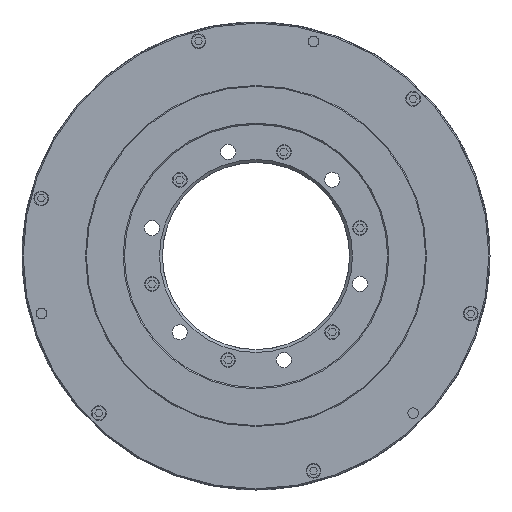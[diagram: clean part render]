
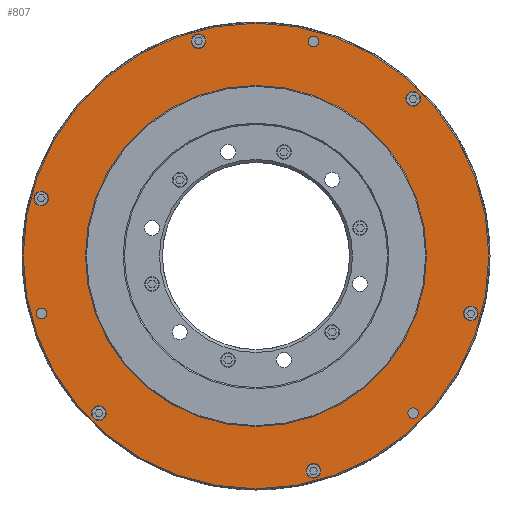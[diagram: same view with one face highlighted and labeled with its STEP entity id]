
A CAD part, front view. The second image highlights one B-rep face of the part: STEP entity #807.
In plain terms, the highlighted planar face has unit normal (0, -1, 0).
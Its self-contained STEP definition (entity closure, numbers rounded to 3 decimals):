
#28 = DIRECTION ( 'NONE',  ( 1., 0., 0. ) ) ;
#152 = CARTESIAN_POINT ( 'NONE',  ( 107.269, 1.5, 366.745 ) ) ;
#196 = CIRCLE ( 'NONE', #23457, 12.5 ) ;
#242 = AXIS2_PLACEMENT_3D ( 'NONE', #23011, #9804, #28 ) ;
#514 = PLANE ( 'NONE',  #11806 ) ;
#807 = ADVANCED_FACE ( 'NONE', ( #17431, #4143, #11796, #2022, #3898, #13433, #15559, #9789, #15418, #17691, #23377 ), #514, .F. ) ;
#808 = VERTEX_POINT ( 'NONE', #23552 ) ;
#1004 = EDGE_LOOP ( 'NONE', ( #5793 ) ) ;
#1065 = EDGE_LOOP ( 'NONE', ( #22058 ) ) ;
#1182 = DIRECTION ( 'NONE',  ( 0., 0., -1. ) ) ;
#1304 = DIRECTION ( 'NONE',  ( 0., -1., 0. ) ) ;
#1653 = DIRECTION ( 'NONE',  ( 0., 0., -1. ) ) ;
#2022 = FACE_BOUND ( 'NONE', #23947, .T. ) ;
#2685 = VERTEX_POINT ( 'NONE', #21906 ) ;
#2928 = CARTESIAN_POINT ( 'NONE',  ( 367.052, 1.5, -110.851 ) ) ;
#3195 = AXIS2_PLACEMENT_3D ( 'NONE', #22179, #10238, #21929 ) ;
#3560 = AXIS2_PLACEMENT_3D ( 'NONE', #11938, #9932, #13698 ) ;
#3898 = FACE_BOUND ( 'NONE', #20120, .T. ) ;
#3994 = CARTESIAN_POINT ( 'NONE',  ( 268.476, 1.5, -268.476 ) ) ;
#4143 = FACE_BOUND ( 'NONE', #22080, .T. ) ;
#4209 = AXIS2_PLACEMENT_3D ( 'NONE', #14587, #5424, #1653 ) ;
#4318 = EDGE_CURVE ( 'NONE', #808, #808, #16266, .T. ) ;
#4835 = CARTESIAN_POINT ( 'NONE',  ( 98.351, 1.5, -367.052 ) ) ;
#5066 = EDGE_CURVE ( 'NONE', #17862, #17862, #7884, .T. ) ;
#5171 = EDGE_LOOP ( 'NONE', ( #7580 ) ) ;
#5278 = CARTESIAN_POINT ( 'NONE',  ( -367.052, 1.5, 98.351 ) ) ;
#5308 = CARTESIAN_POINT ( 'NONE',  ( 268.701, 1.5, 268.701 ) ) ;
#5424 = DIRECTION ( 'NONE',  ( 0., -1., 0. ) ) ;
#5590 = ORIENTED_EDGE ( 'NONE', *, *, #20995, .T. ) ;
#5594 = EDGE_CURVE ( 'NONE', #13995, #13995, #6695, .T. ) ;
#5748 = DIRECTION ( 'NONE',  ( 0., -1., 0. ) ) ;
#5793 = ORIENTED_EDGE ( 'NONE', *, *, #16482, .F. ) ;
#6361 = CIRCLE ( 'NONE', #3560, 9. ) ;
#6695 = CIRCLE ( 'NONE', #18324, 12.5 ) ;
#6929 = EDGE_CURVE ( 'NONE', #2685, #2685, #8356, .T. ) ;
#7557 = ORIENTED_EDGE ( 'NONE', *, *, #12215, .F. ) ;
#7580 = ORIENTED_EDGE ( 'NONE', *, *, #15267, .F. ) ;
#7623 = EDGE_CURVE ( 'NONE', #12356, #12356, #21077, .T. ) ;
#7827 = AXIS2_PLACEMENT_3D ( 'NONE', #15856, #21783, #13996 ) ;
#7884 = CIRCLE ( 'NONE', #14692, 12.5 ) ;
#8356 = CIRCLE ( 'NONE', #11973, 12.5 ) ;
#8961 = VERTEX_POINT ( 'NONE', #14480 ) ;
#9440 = CARTESIAN_POINT ( 'NONE',  ( -268.701, 1.5, -281.201 ) ) ;
#9762 = DIRECTION ( 'NONE',  ( 1., 0., 0. ) ) ;
#9789 = FACE_BOUND ( 'NONE', #15375, .T. ) ;
#9804 = DIRECTION ( 'NONE',  ( 0., -1., 0. ) ) ;
#9932 = DIRECTION ( 'NONE',  ( 0., -1., 0. ) ) ;
#10055 = DIRECTION ( 'NONE',  ( 0., 1., 0. ) ) ;
#10238 = DIRECTION ( 'NONE',  ( 0., 1., 0. ) ) ;
#11321 = VERTEX_POINT ( 'NONE', #9440 ) ;
#11452 = CIRCLE ( 'NONE', #242, 9. ) ;
#11796 = FACE_BOUND ( 'NONE', #20608, .T. ) ;
#11806 = AXIS2_PLACEMENT_3D ( 'NONE', #11933, #10055, #23254 ) ;
#11815 = EDGE_LOOP ( 'NONE', ( #18832 ) ) ;
#11933 = CARTESIAN_POINT ( 'NONE',  ( -402.776, 1.5, -402.776 ) ) ;
#11938 = CARTESIAN_POINT ( 'NONE',  ( 98.269, 1.5, 366.745 ) ) ;
#11973 = AXIS2_PLACEMENT_3D ( 'NONE', #5278, #24004, #14810 ) ;
#12215 = EDGE_CURVE ( 'NONE', #8961, #8961, #24032, .T. ) ;
#12356 = VERTEX_POINT ( 'NONE', #2928 ) ;
#12485 = DIRECTION ( 'NONE',  ( 0., -1., 0. ) ) ;
#12739 = CARTESIAN_POINT ( 'NONE',  ( -268.701, 1.5, -268.701 ) ) ;
#12952 = ORIENTED_EDGE ( 'NONE', *, *, #5594, .F. ) ;
#13200 = AXIS2_PLACEMENT_3D ( 'NONE', #24516, #18713, #24757 ) ;
#13433 = FACE_BOUND ( 'NONE', #1004, .T. ) ;
#13472 = EDGE_CURVE ( 'NONE', #16727, #16727, #11452, .T. ) ;
#13474 = AXIS2_PLACEMENT_3D ( 'NONE', #3994, #5748, #9762 ) ;
#13698 = DIRECTION ( 'NONE',  ( 1., 0., 0. ) ) ;
#13699 = DIRECTION ( 'NONE',  ( 0., 0., -1. ) ) ;
#13717 = VERTEX_POINT ( 'NONE', #24105 ) ;
#13995 = VERTEX_POINT ( 'NONE', #22036 ) ;
#13996 = DIRECTION ( 'NONE',  ( 0., 0., 1. ) ) ;
#14480 = CARTESIAN_POINT ( 'NONE',  ( -98.351, 1.5, 354.552 ) ) ;
#14587 = CARTESIAN_POINT ( 'NONE',  ( 367.052, 1.5, -98.351 ) ) ;
#14692 = AXIS2_PLACEMENT_3D ( 'NONE', #4835, #12485, #18622 ) ;
#14810 = DIRECTION ( 'NONE',  ( 0., 0., -1. ) ) ;
#15267 = EDGE_CURVE ( 'NONE', #21384, #21384, #18232, .T. ) ;
#15375 = EDGE_LOOP ( 'NONE', ( #16558 ) ) ;
#15418 = FACE_BOUND ( 'NONE', #1065, .T. ) ;
#15559 = FACE_BOUND ( 'NONE', #11815, .T. ) ;
#15586 = VERTEX_POINT ( 'NONE', #152 ) ;
#15856 = CARTESIAN_POINT ( 'NONE',  ( 0., 1.5, 0. ) ) ;
#16266 = CIRCLE ( 'NONE', #13474, 9. ) ;
#16482 = EDGE_CURVE ( 'NONE', #11321, #11321, #196, .T. ) ;
#16558 = ORIENTED_EDGE ( 'NONE', *, *, #19966, .F. ) ;
#16727 = VERTEX_POINT ( 'NONE', #24425 ) ;
#17205 = CIRCLE ( 'NONE', #3195, 291.5 ) ;
#17431 = FACE_BOUND ( 'NONE', #21999, .T. ) ;
#17691 = FACE_BOUND ( 'NONE', #22605, .T. ) ;
#17862 = VERTEX_POINT ( 'NONE', #20011 ) ;
#18232 = CIRCLE ( 'NONE', #7827, 398. ) ;
#18324 = AXIS2_PLACEMENT_3D ( 'NONE', #5308, #20619, #13699 ) ;
#18622 = DIRECTION ( 'NONE',  ( 0., 0., -1. ) ) ;
#18713 = DIRECTION ( 'NONE',  ( 0., -1., 0. ) ) ;
#18832 = ORIENTED_EDGE ( 'NONE', *, *, #6929, .F. ) ;
#19966 = EDGE_CURVE ( 'NONE', #15586, #15586, #6361, .T. ) ;
#20011 = CARTESIAN_POINT ( 'NONE',  ( 98.351, 1.5, -379.552 ) ) ;
#20120 = EDGE_LOOP ( 'NONE', ( #20859 ) ) ;
#20608 = EDGE_LOOP ( 'NONE', ( #12952 ) ) ;
#20619 = DIRECTION ( 'NONE',  ( 0., -1., 0. ) ) ;
#20859 = ORIENTED_EDGE ( 'NONE', *, *, #5066, .F. ) ;
#20883 = ORIENTED_EDGE ( 'NONE', *, *, #13472, .F. ) ;
#20995 = EDGE_CURVE ( 'NONE', #13717, #13717, #17205, .T. ) ;
#21077 = CIRCLE ( 'NONE', #4209, 12.5 ) ;
#21384 = VERTEX_POINT ( 'NONE', #23021 ) ;
#21783 = DIRECTION ( 'NONE',  ( 0., 1., 0. ) ) ;
#21906 = CARTESIAN_POINT ( 'NONE',  ( -367.052, 1.5, 85.851 ) ) ;
#21929 = DIRECTION ( 'NONE',  ( 0., 0., 1. ) ) ;
#21999 = EDGE_LOOP ( 'NONE', ( #5590 ) ) ;
#22036 = CARTESIAN_POINT ( 'NONE',  ( 268.701, 1.5, 256.201 ) ) ;
#22058 = ORIENTED_EDGE ( 'NONE', *, *, #4318, .F. ) ;
#22080 = EDGE_LOOP ( 'NONE', ( #7557 ) ) ;
#22179 = CARTESIAN_POINT ( 'NONE',  ( 0., 1.5, 0. ) ) ;
#22521 = ORIENTED_EDGE ( 'NONE', *, *, #7623, .F. ) ;
#22605 = EDGE_LOOP ( 'NONE', ( #20883 ) ) ;
#23011 = CARTESIAN_POINT ( 'NONE',  ( -366.745, 1.5, -98.269 ) ) ;
#23021 = CARTESIAN_POINT ( 'NONE',  ( 0., 1.5, 398. ) ) ;
#23254 = DIRECTION ( 'NONE',  ( 0., 0., 1. ) ) ;
#23377 = FACE_OUTER_BOUND ( 'NONE', #5171, .T. ) ;
#23457 = AXIS2_PLACEMENT_3D ( 'NONE', #12739, #1304, #1182 ) ;
#23552 = CARTESIAN_POINT ( 'NONE',  ( 277.476, 1.5, -268.476 ) ) ;
#23947 = EDGE_LOOP ( 'NONE', ( #22521 ) ) ;
#24004 = DIRECTION ( 'NONE',  ( 0., -1., 0. ) ) ;
#24032 = CIRCLE ( 'NONE', #13200, 12.5 ) ;
#24105 = CARTESIAN_POINT ( 'NONE',  ( 0., 1.5, 291.5 ) ) ;
#24425 = CARTESIAN_POINT ( 'NONE',  ( -357.745, 1.5, -98.269 ) ) ;
#24516 = CARTESIAN_POINT ( 'NONE',  ( -98.351, 1.5, 367.052 ) ) ;
#24757 = DIRECTION ( 'NONE',  ( 0., 0., -1. ) ) ;
